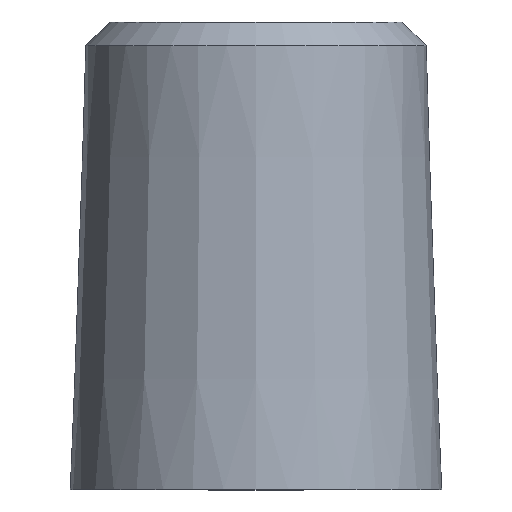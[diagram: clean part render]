
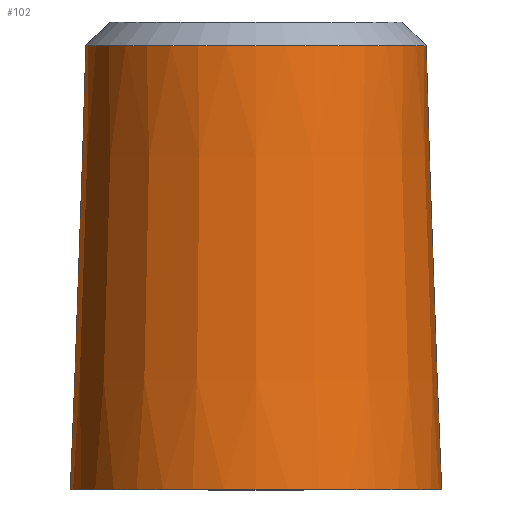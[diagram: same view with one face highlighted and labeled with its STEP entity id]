
A CAD part, left-side view. The second image highlights one B-rep face of the part: STEP entity #102.
In plain terms, the highlighted conical face has half-angle 2 degrees and reference radius 11.776 mm.
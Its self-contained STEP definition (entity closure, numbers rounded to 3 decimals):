
#23=FACE_OUTER_BOUND('',#30,.T.);
#30=EDGE_LOOP('',(#86,#87,#88,#89,#90));
#37=LINE('',#194,#41);
#41=VECTOR('',#163,10.776);
#47=CIRCLE('',#128,11.273);
#48=CIRCLE('',#129,11.273);
#49=CIRCLE('',#131,12.301);
#55=VERTEX_POINT('',#187);
#56=VERTEX_POINT('',#189);
#57=VERTEX_POINT('',#193);
#66=EDGE_CURVE('',#55,#56,#47,.T.);
#67=EDGE_CURVE('',#56,#55,#48,.T.);
#68=EDGE_CURVE('',#56,#57,#37,.T.);
#69=EDGE_CURVE('',#57,#57,#49,.T.);
#86=ORIENTED_EDGE('',*,*,#67,.F.);
#87=ORIENTED_EDGE('',*,*,#68,.T.);
#88=ORIENTED_EDGE('',*,*,#69,.T.);
#89=ORIENTED_EDGE('',*,*,#68,.F.);
#90=ORIENTED_EDGE('',*,*,#66,.F.);
#97=CONICAL_SURFACE('',#130,11.776,0.035);
#102=ADVANCED_FACE('',(#23),#97,.T.);
#128=AXIS2_PLACEMENT_3D('',#190,#157,#158);
#129=AXIS2_PLACEMENT_3D('',#191,#159,#160);
#130=AXIS2_PLACEMENT_3D('',#192,#161,#162);
#131=AXIS2_PLACEMENT_3D('',#195,#164,#165);
#157=DIRECTION('center_axis',(0.,0.,1.));
#158=DIRECTION('ref_axis',(1.,0.,0.));
#159=DIRECTION('center_axis',(0.,0.,1.));
#160=DIRECTION('ref_axis',(1.,0.,0.));
#161=DIRECTION('center_axis',(0.,0.,-1.));
#162=DIRECTION('ref_axis',(1.,0.,0.));
#163=DIRECTION('',(-0.035,0.,-0.999));
#164=DIRECTION('center_axis',(0.,0.,1.));
#165=DIRECTION('ref_axis',(1.,0.,0.));
#187=CARTESIAN_POINT('',(11.273,0.,29.439));
#189=CARTESIAN_POINT('',(-11.273,0.,29.439));
#190=CARTESIAN_POINT('Origin',(0.,0.,29.439));
#191=CARTESIAN_POINT('Origin',(0.,0.,29.439));
#192=CARTESIAN_POINT('Origin',(0.,0.,15.035));
#193=CARTESIAN_POINT('',(-12.301,0.,0.));
#194=CARTESIAN_POINT('',(-11.776,0.,15.035));
#195=CARTESIAN_POINT('Origin',(0.,0.,0.));
